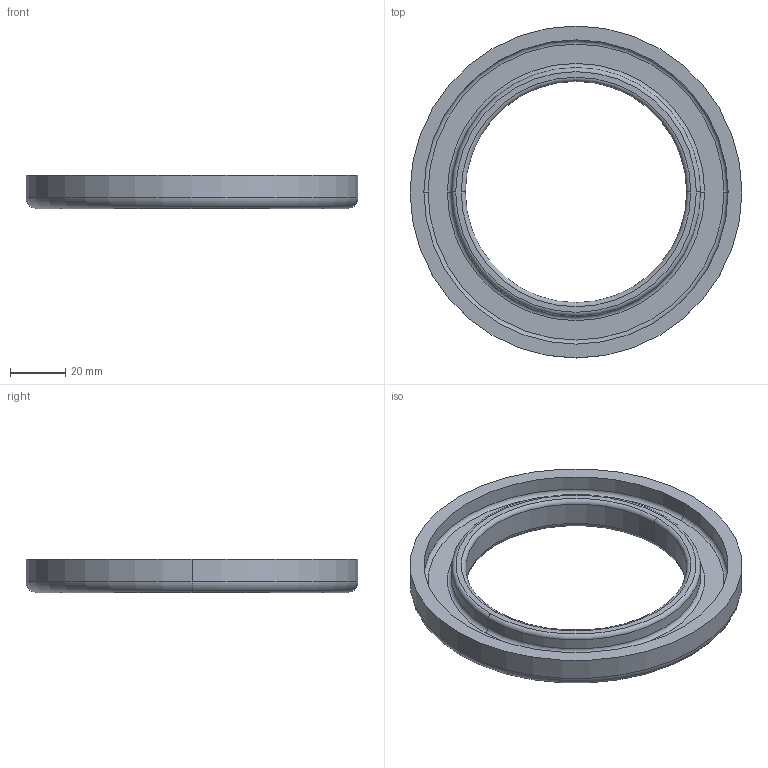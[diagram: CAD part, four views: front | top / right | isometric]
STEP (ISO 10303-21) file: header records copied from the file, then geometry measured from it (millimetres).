
FILE_DESCRIPTION((''),'2;1');
FILE_NAME('10002','2022-11-17T09:13:56',('A'),('IRISOFT'),'CREO PARAMETRIC BY PTC INC, 2022164','CREO PARAMETRIC BY PTC INC, 2022164','');
FILE_SCHEMA(('AUTOMOTIVE_DESIGN { 1 0 10303 214 1 1 1 1 }'));
Length unit declared in the file: millimetre
Products named in the file (1): 10002
Bounding box: 120 x 120 x 12 mm (x, y, z)
Volume: 51959.3 mm3; surface area: 22887.8 mm2
Topology: 1 solids, 1 shells, 24 faces, 48 edges, 28 vertices
Faces by surface type: torus 12, cylinder 8, plane 4
Entity records: 1009 total; most frequent: DIRECTION 160, CARTESIAN_POINT 117, ORIENTED_EDGE 96, AXIS2_PLACEMENT_3D 74, EDGE_CURVE 48, PROPERTY_DEFINITION 44, REPRESENTATION 43, PROPERTY_DEFINITION_REPRESENTATION 43
